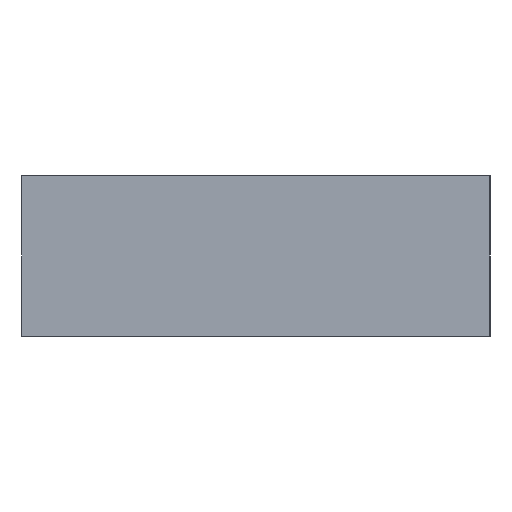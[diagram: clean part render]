
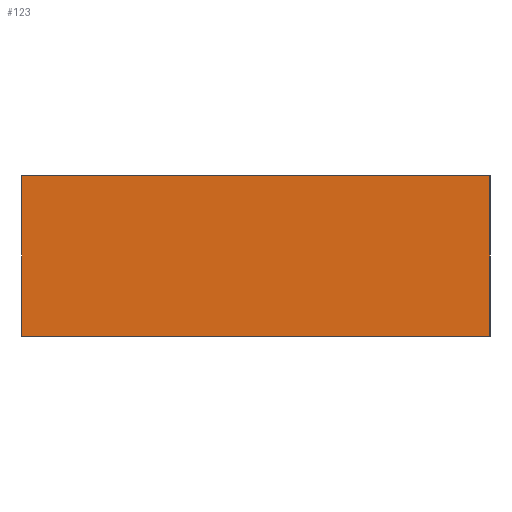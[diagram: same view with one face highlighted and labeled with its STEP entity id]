
A CAD part, left-side view. The second image highlights one B-rep face of the part: STEP entity #123.
In plain terms, the highlighted planar face has unit normal (-1, 0, 0).
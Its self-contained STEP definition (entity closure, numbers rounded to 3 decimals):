
#123=ADVANCED_FACE('',(#1275),#1277,.T.);
#1275=FACE_BOUND('',#1276,.T.);
#1276=EDGE_LOOP('',(#2185,#2186,#2187,#2188));
#1277=PLANE('',#1278);
#1278=AXIS2_PLACEMENT_3D('',#1279,#1280,#1281);
#1279=CARTESIAN_POINT('',(-1.55,0.8,0.));
#1280=DIRECTION('',(-1.,0.,0.));
#1281=DIRECTION('',(0.,-1.,0.));
#2185=ORIENTED_EDGE('',*,*,#3148,.T.);
#2186=ORIENTED_EDGE('',*,*,#3146,.T.);
#2187=ORIENTED_EDGE('',*,*,#3140,.F.);
#2188=ORIENTED_EDGE('',*,*,#3135,.F.);
#3135=EDGE_CURVE('',#3522,#3524,#3525,.T.);
#3140=EDGE_CURVE('',#3524,#3532,#3533,.T.);
#3146=EDGE_CURVE('',#3535,#3532,#3543,.T.);
#3148=EDGE_CURVE('',#3522,#3535,#3545,.T.);
#3522=VERTEX_POINT('',#4171);
#3524=VERTEX_POINT('',#4175);
#3525=LINE('',#4176,#4177);
#3532=VERTEX_POINT('',#4193);
#3533=LINE('',#4194,#4195);
#3535=VERTEX_POINT('',#4200);
#3543=LINE('',#4216,#4217);
#3545=LINE('',#4222,#4223);
#4171=CARTESIAN_POINT('',(-1.55,0.8,0.));
#4175=CARTESIAN_POINT('',(-1.55,0.8,0.55));
#4176=CARTESIAN_POINT('',(-1.55,0.8,0.));
#4177=VECTOR('',#4178,1.);
#4178=DIRECTION('',(0.,0.,1.));
#4193=CARTESIAN_POINT('',(-1.55,-0.8,0.55));
#4194=CARTESIAN_POINT('',(-1.55,0.8,0.55));
#4195=VECTOR('',#4196,1.);
#4196=DIRECTION('',(0.,-1.,0.));
#4200=CARTESIAN_POINT('',(-1.55,-0.8,0.));
#4216=CARTESIAN_POINT('',(-1.55,-0.8,0.));
#4217=VECTOR('',#4218,1.);
#4218=DIRECTION('',(0.,0.,1.));
#4222=CARTESIAN_POINT('',(-1.55,0.8,0.));
#4223=VECTOR('',#4224,1.);
#4224=DIRECTION('',(0.,-1.,0.));
